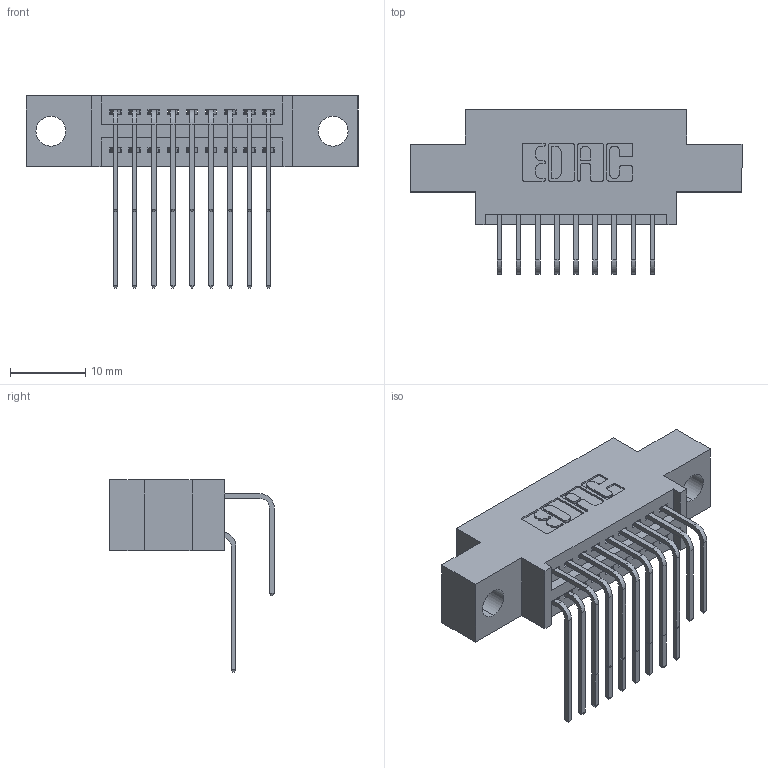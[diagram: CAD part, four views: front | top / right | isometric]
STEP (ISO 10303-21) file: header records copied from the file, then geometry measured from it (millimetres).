
FILE_DESCRIPTION (( 'STEP AP203' ), '1' );
FILE_NAME ('345-018-558-804.STEP', '2021-05-19T16:44:31', ( '' ), ( '' ), 'SwSTEP 2.0', 'SolidWorks 2020', '' );
FILE_SCHEMA (( 'CONFIG_CONTROL_DESIGN' ));
Length unit declared in the file: inch
Products named in the file (4): 345-018-558-804; 345-292-001_558 Tail - 2; 345-292-001_558 559 Tail - 1; 345 Part_0.170 Offset - 0.156 Dia-TI
Assembly tree (19 placements, depth 2):
  345-018-558-804
    345 Part_0.170 Offset - 0.156 Dia-TI
    345-292-001_558 559 Tail - 1  x9
    345-292-001_558 Tail - 2  x9
Bounding box: 44.07 x 21.83 x 25.53 mm (x, y, z)
Volume: 3859.1 mm3; surface area: 5548.6 mm2
Topology: 19 solids, 19 shells, 1080 faces, 3179 edges, 2094 vertices
Faces by surface type: plane 728, cylinder 352
Entity records: 13707 total; most frequent: CARTESIAN_POINT 2381, ORIENTED_EDGE 2262, DIRECTION 2111, EDGE_CURVE 1131, VECTOR 923, LINE 923, VERTEX_POINT 750, AXIS2_PLACEMENT_3D 594
